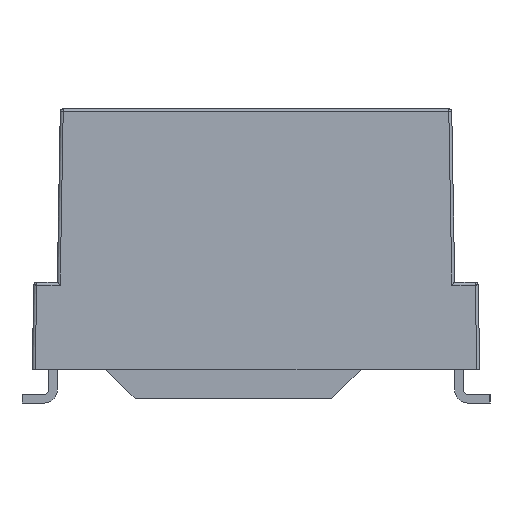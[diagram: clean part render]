
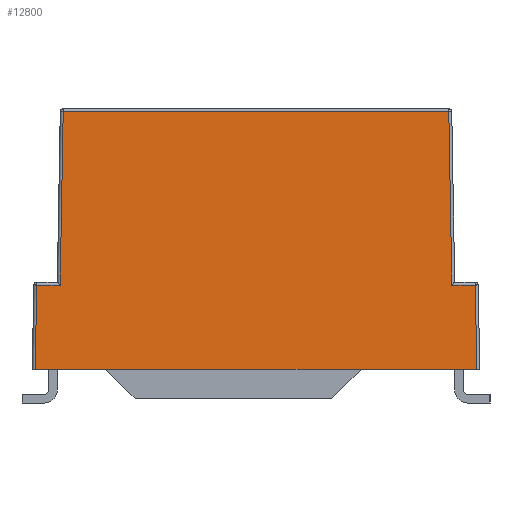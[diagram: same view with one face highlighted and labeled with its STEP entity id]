
A CAD part, front view. The second image highlights one B-rep face of the part: STEP entity #12800.
In plain terms, the highlighted face is planar.
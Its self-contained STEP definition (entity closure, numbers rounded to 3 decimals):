
#651=PLANE('',#13464);
#680=LINE('',#15701,#1584);
#684=LINE('',#15720,#1588);
#686=LINE('',#15730,#1590);
#696=LINE('',#15767,#1600);
#702=LINE('',#15790,#1606);
#704=LINE('',#15800,#1608);
#712=LINE('',#15829,#1616);
#1572=LINE('',#20104,#2476);
#1576=LINE('',#20114,#2480);
#1577=LINE('',#20115,#2481);
#1584=VECTOR('',#13480,1000.);
#1588=VECTOR('',#13500,1000.);
#1590=VECTOR('',#13512,1000.);
#1600=VECTOR('',#13552,1000.);
#1606=VECTOR('',#13580,1000.);
#1608=VECTOR('',#13592,1000.);
#1616=VECTOR('',#13624,1000.);
#2476=VECTOR('',#15654,1000.);
#2480=VECTOR('',#15670,1000.);
#2481=VECTOR('',#15671,1000.);
#4763=ORIENTED_EDGE('',*,*,#6404,.F.);
#4764=ORIENTED_EDGE('',*,*,#5105,.F.);
#4765=ORIENTED_EDGE('',*,*,#5114,.T.);
#4766=ORIENTED_EDGE('',*,*,#5119,.T.);
#4767=ORIENTED_EDGE('',*,*,#5138,.T.);
#4768=ORIENTED_EDGE('',*,*,#5150,.F.);
#4769=ORIENTED_EDGE('',*,*,#5155,.F.);
#4770=ORIENTED_EDGE('',*,*,#5170,.T.);
#4771=ORIENTED_EDGE('',*,*,#6405,.F.);
#4772=ORIENTED_EDGE('',*,*,#6400,.F.);
#5105=EDGE_CURVE('',#6412,#6414,#680,.T.);
#5114=EDGE_CURVE('',#6412,#6419,#684,.T.);
#5119=EDGE_CURVE('',#6419,#6422,#686,.T.);
#5138=EDGE_CURVE('',#6422,#6434,#696,.T.);
#5150=EDGE_CURVE('',#6440,#6434,#702,.T.);
#5155=EDGE_CURVE('',#6443,#6440,#704,.T.);
#5170=EDGE_CURVE('',#6443,#6452,#712,.T.);
#6400=EDGE_CURVE('',#7272,#7266,#1572,.T.);
#6404=EDGE_CURVE('',#6414,#7272,#1576,.T.);
#6405=EDGE_CURVE('',#7266,#6452,#1577,.T.);
#6412=VERTEX_POINT('',#15699);
#6414=VERTEX_POINT('',#15702);
#6419=VERTEX_POINT('',#15718);
#6422=VERTEX_POINT('',#15728);
#6434=VERTEX_POINT('',#15765);
#6440=VERTEX_POINT('',#15788);
#6443=VERTEX_POINT('',#15798);
#6452=VERTEX_POINT('',#15827);
#7266=VERTEX_POINT('',#20058);
#7272=VERTEX_POINT('',#20070);
#7977=EDGE_LOOP('',(#4763,#4764,#4765,#4766,#4767,#4768,#4769,#4770,#4771,
#4772));
#8561=FACE_BOUND('',#7977,.T.);
#12800=ADVANCED_FACE('',(#8561),#651,.T.);
#13464=AXIS2_PLACEMENT_3D('',#20113,#15668,#15669);
#13480=DIRECTION('',(-0.017,0.017,-1.));
#13500=DIRECTION('',(1.,0.,0.));
#13512=DIRECTION('',(0.017,-0.017,1.));
#13552=DIRECTION('',(1.,0.,0.));
#13580=DIRECTION('',(-0.017,-0.017,1.));
#13592=DIRECTION('',(-1.,0.,0.));
#13624=DIRECTION('',(0.017,0.017,-1.));
#15654=DIRECTION('',(1.,0.,0.));
#15668=DIRECTION('',(0.,1.,0.017));
#15669=DIRECTION('',(0.,-0.017,1.));
#15670=DIRECTION('',(1.,0.,0.));
#15671=DIRECTION('',(1.,0.,0.));
#15699=CARTESIAN_POINT('',(-7.47,9.11,2.872));
#15701=CARTESIAN_POINT('',(-7.518,9.158,0.131));
#15702=CARTESIAN_POINT('',(-7.52,9.16,0.));
#15718=CARTESIAN_POINT('',(-6.67,9.11,2.872));
#15720=CARTESIAN_POINT('',(0.,9.11,2.872));
#15728=CARTESIAN_POINT('',(-6.567,9.007,8.772));
#15730=CARTESIAN_POINT('',(-6.718,9.158,0.117));
#15765=CARTESIAN_POINT('',(6.567,9.007,8.772));
#15767=CARTESIAN_POINT('',(6.665,9.007,8.772));
#15788=CARTESIAN_POINT('',(6.67,9.11,2.872));
#15790=CARTESIAN_POINT('',(6.668,9.108,2.968));
#15798=CARTESIAN_POINT('',(7.47,9.11,2.872));
#15800=CARTESIAN_POINT('',(7.568,9.11,2.872));
#15827=CARTESIAN_POINT('',(7.52,9.16,0.));
#15829=CARTESIAN_POINT('',(7.518,9.158,0.131));
#20058=CARTESIAN_POINT('',(5.12,9.16,0.));
#20070=CARTESIAN_POINT('',(-3.58,9.16,0.));
#20104=CARTESIAN_POINT('',(-3.58,9.16,0.));
#20113=CARTESIAN_POINT('',(0.,9.16,0.));
#20114=CARTESIAN_POINT('',(0.,9.16,0.));
#20115=CARTESIAN_POINT('',(0.,9.16,0.));
